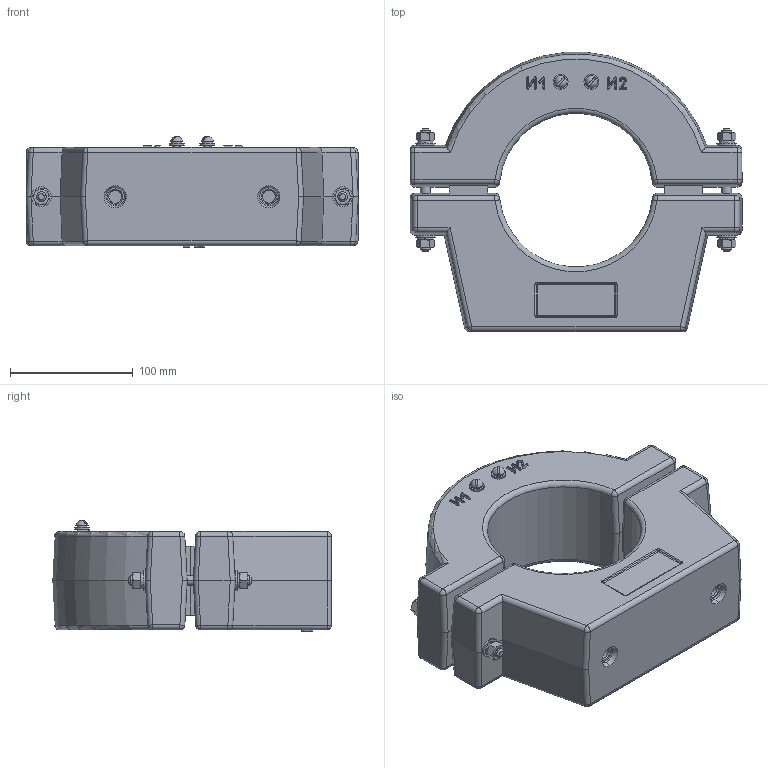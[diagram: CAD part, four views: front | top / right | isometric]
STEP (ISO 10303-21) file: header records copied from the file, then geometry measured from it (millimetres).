
FILE_DESCRIPTION (( 'STEP AP203' ), '1' );
FILE_NAME ('痀倓-125.STEP', '2013-03-15T09:51:00', ( '' ), ( '' ), 'SwSTEP 2.0', 'SolidWorks 2010', '' );
FILE_SCHEMA (( 'CONFIG_CONTROL_DESIGN' ));
Length unit declared in the file: millimetre
Products named in the file (1): 痀倓-125
Bounding box: 270 x 227.12 x 90.62 mm (x, y, z)
Volume: 2635334.1 mm3; surface area: 200339.1 mm2
Topology: 21 solids, 23 shells, 439 faces, 1013 edges, 621 vertices
Faces by surface type: plane 174, cylinder 147, cone 64, sphere 36, torus 10, bspline 8
Entity records: 13046 total; most frequent: CARTESIAN_POINT 3238, DIRECTION 2071, ORIENTED_EDGE 2018, EDGE_CURVE 1009, AXIS2_PLACEMENT_3D 816, VERTEX_POINT 621, EDGE_LOOP 474, VECTOR 439
